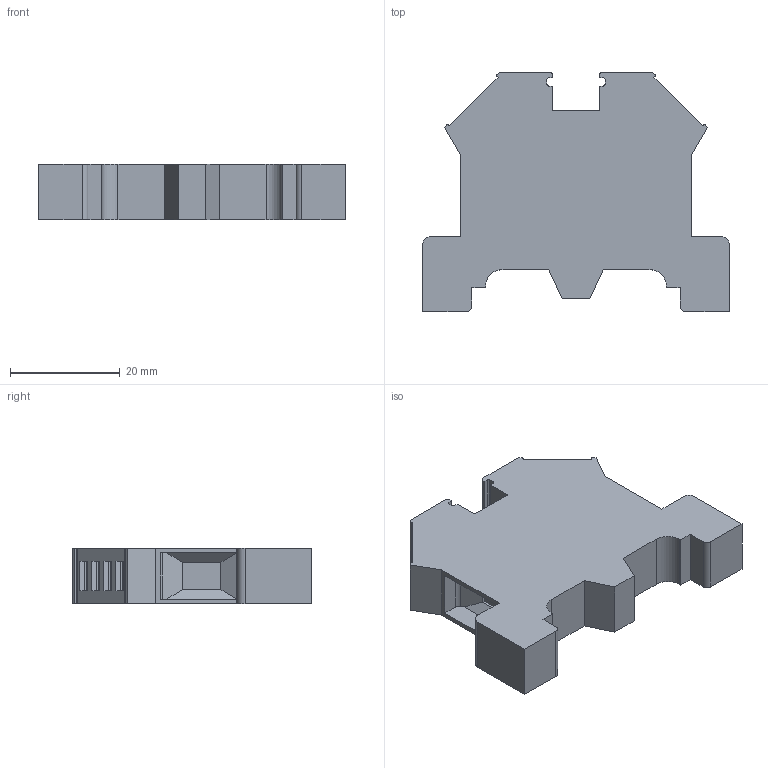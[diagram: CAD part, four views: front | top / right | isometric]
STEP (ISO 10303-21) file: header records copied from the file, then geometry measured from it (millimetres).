
FILE_DESCRIPTION((''),'2;1');
FILE_NAME('SL10032_STEP','2008-09-18T',('Stollb'),(''),'PRO/ENGINEER BY PARAMETRIC TECHNOLOGY CORPORATION, 2007390','PRO/ENGINEER BY PARAMETRIC TECHNOLOGY CORPORATION, 2007390','');
FILE_SCHEMA(('CONFIG_CONTROL_DESIGN'));
Length unit declared in the file: millimetre
Products named in the file (1): SL10032_STEP
Bounding box: 56 x 43.65 x 10.1 mm (x, y, z)
Volume: 15496.9 mm3; surface area: 6561 mm2
Topology: 1 solids, 1 shells, 200 faces, 552 edges, 364 vertices
Faces by surface type: plane 160, cylinder 40
Entity records: 6338 total; most frequent: CARTESIAN_POINT 1116, ORIENTED_EDGE 1104, DIRECTION 1032, EDGE_CURVE 552, VECTOR 472, LINE 472, VERTEX_POINT 364, AXIS2_PLACEMENT_3D 280
